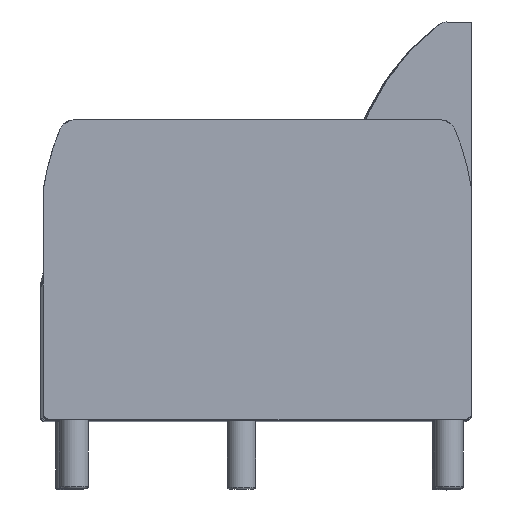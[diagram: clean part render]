
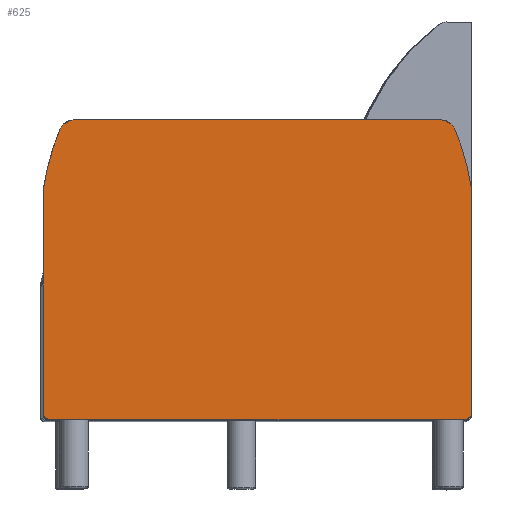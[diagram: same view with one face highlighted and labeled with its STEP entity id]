
A CAD part, top view. The second image highlights one B-rep face of the part: STEP entity #625.
In plain terms, the highlighted planar face has unit normal (0.003, 0, 1).
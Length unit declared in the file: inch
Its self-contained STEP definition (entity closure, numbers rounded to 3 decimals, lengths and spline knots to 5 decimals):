
#12=B_SPLINE_CURVE_WITH_KNOTS('',3,(#1114,#1115,#1116,#1117,#1118,#1119,
#1120,#1121,#1122,#1123,#1124,#1125,#1126,#1127,#1128,#1129,#1130,#1131,
#1132,#1133,#1134,#1135),.UNSPECIFIED.,.F.,.F.,(4,2,2,2,2,2,2,2,2,2,4),
(-4.79444,-4.48666,-4.06789,-3.64912,
-3.23035,-3.1271,-3.02386,-2.98982,
-2.97281,-2.9643,-2.95579),.UNSPECIFIED.);
#14=B_SPLINE_CURVE_WITH_KNOTS('',3,(#1228,#1229,#1230,#1231,#1232,#1233,
#1234,#1235,#1236,#1237,#1238,#1239,#1240,#1241,#1242,#1243,#1244,#1245,
#1246,#1247,#1248,#1249),.UNSPECIFIED.,.F.,.F.,(4,2,2,2,2,2,2,2,2,2,4),
(-4.79444,-4.78593,-4.77742,-4.7604,
-4.72637,-4.62312,-4.51988,-4.10111,-3.68234,
-3.26356,-2.95579),.UNSPECIFIED.);
#90=PLANE('',#699);
#123=FACE_OUTER_BOUND('',#165,.T.);
#165=EDGE_LOOP('',(#548,#549,#550,#551,#552,#553,#554,#555,#556,#557,#558,
#559));
#202=LINE('',#1253,#244);
#206=LINE('',#1266,#248);
#207=LINE('',#1270,#249);
#208=LINE('',#1273,#250);
#244=VECTOR('',#870,25.84997);
#248=VECTOR('',#882,15.688);
#249=VECTOR('',#885,29.);
#250=VECTOR('',#888,15.688);
#277=CIRCLE('',#685,1.);
#279=CIRCLE('',#688,17.08068);
#281=CIRCLE('',#691,17.08068);
#283=CIRCLE('',#694,1.);
#286=CIRCLE('',#700,0.5);
#287=CIRCLE('',#701,0.5);
#321=VERTEX_POINT('',#1025);
#322=VERTEX_POINT('',#1027);
#324=VERTEX_POINT('',#1033);
#326=VERTEX_POINT('',#1112);
#329=VERTEX_POINT('',#1140);
#330=VERTEX_POINT('',#1142);
#332=VERTEX_POINT('',#1148);
#334=VERTEX_POINT('',#1227);
#339=VERTEX_POINT('',#1265);
#340=VERTEX_POINT('',#1267);
#341=VERTEX_POINT('',#1269);
#342=VERTEX_POINT('',#1271);
#388=EDGE_CURVE('',#322,#321,#277,.T.);
#391=EDGE_CURVE('',#324,#322,#279,.T.);
#395=EDGE_CURVE('',#321,#326,#12,.T.);
#398=EDGE_CURVE('',#330,#329,#281,.T.);
#401=EDGE_CURVE('',#332,#330,#283,.T.);
#404=EDGE_CURVE('',#334,#332,#14,.T.);
#407=EDGE_CURVE('',#326,#334,#202,.T.);
#413=EDGE_CURVE('',#329,#339,#206,.T.);
#414=EDGE_CURVE('',#340,#339,#286,.T.);
#415=EDGE_CURVE('',#340,#341,#207,.T.);
#416=EDGE_CURVE('',#342,#341,#287,.T.);
#417=EDGE_CURVE('',#342,#324,#208,.T.);
#548=ORIENTED_EDGE('',*,*,#391,.T.);
#549=ORIENTED_EDGE('',*,*,#388,.T.);
#550=ORIENTED_EDGE('',*,*,#395,.T.);
#551=ORIENTED_EDGE('',*,*,#407,.T.);
#552=ORIENTED_EDGE('',*,*,#404,.T.);
#553=ORIENTED_EDGE('',*,*,#401,.T.);
#554=ORIENTED_EDGE('',*,*,#398,.T.);
#555=ORIENTED_EDGE('',*,*,#413,.T.);
#556=ORIENTED_EDGE('',*,*,#414,.F.);
#557=ORIENTED_EDGE('',*,*,#415,.T.);
#558=ORIENTED_EDGE('',*,*,#416,.F.);
#559=ORIENTED_EDGE('',*,*,#417,.T.);
#625=ADVANCED_FACE('',(#123),#90,.T.);
#685=AXIS2_PLACEMENT_3D('',#1028,#840,#841);
#688=AXIS2_PLACEMENT_3D('',#1034,#847,#848);
#691=AXIS2_PLACEMENT_3D('',#1143,#856,#857);
#694=AXIS2_PLACEMENT_3D('',#1149,#863,#864);
#699=AXIS2_PLACEMENT_3D('',#1264,#880,#881);
#700=AXIS2_PLACEMENT_3D('',#1268,#883,#884);
#701=AXIS2_PLACEMENT_3D('',#1272,#886,#887);
#840=DIRECTION('center_axis',(0.,0.,1.));
#841=DIRECTION('ref_axis',(-0.92,-0.392,0.));
#847=DIRECTION('center_axis',(0.,0.,1.));
#848=DIRECTION('ref_axis',(-0.989,-0.146,0.));
#856=DIRECTION('center_axis',(0.,0.,1.));
#857=DIRECTION('ref_axis',(0.92,-0.392,0.));
#863=DIRECTION('center_axis',(0.,0.,1.));
#864=DIRECTION('ref_axis',(0.662,-0.75,0.));
#870=DIRECTION('',(-1.,0.,0.));
#880=DIRECTION('center_axis',(0.,0.,1.));
#881=DIRECTION('ref_axis',(1.,0.,0.));
#882=DIRECTION('',(0.,-1.,0.));
#883=DIRECTION('center_axis',(0.,0.,-1.));
#884=DIRECTION('ref_axis',(-0.707,-0.707,0.));
#885=DIRECTION('',(1.,0.,0.));
#886=DIRECTION('center_axis',(0.,0.,-1.));
#887=DIRECTION('ref_axis',(0.707,-0.707,0.));
#888=DIRECTION('',(0.,1.,0.));
#1025=CARTESIAN_POINT('',(16.89303,10.97274,4.));
#1027=CARTESIAN_POINT('',(17.15127,10.61478,4.));
#1028=CARTESIAN_POINT('Origin',(16.23116,10.22312,4.));
#1033=CARTESIAN_POINT('',(18.33397,6.41074,4.));
#1034=CARTESIAN_POINT('Origin',(1.43513,3.92505,4.));
#1112=CARTESIAN_POINT('',(16.25896,11.22274,4.));
#1114=CARTESIAN_POINT('Ctrl Pts',(16.89303,10.97274,4.));
#1115=CARTESIAN_POINT('Ctrl Pts',(16.86277,10.99945,4.));
#1116=CARTESIAN_POINT('Ctrl Pts',(16.83079,11.02442,4.));
#1117=CARTESIAN_POINT('Ctrl Pts',(16.75194,11.07859,4.));
#1118=CARTESIAN_POINT('Ctrl Pts',(16.70387,11.10603,4.));
#1119=CARTESIAN_POINT('Ctrl Pts',(16.60478,11.15231,4.));
#1120=CARTESIAN_POINT('Ctrl Pts',(16.55379,11.17112,4.));
#1121=CARTESIAN_POINT('Ctrl Pts',(16.45201,11.19986,4.));
#1122=CARTESIAN_POINT('Ctrl Pts',(16.40119,11.20978,4.));
#1123=CARTESIAN_POINT('Ctrl Pts',(16.34042,11.21721,4.));
#1124=CARTESIAN_POINT('Ctrl Pts',(16.3272,11.21859,4.));
#1125=CARTESIAN_POINT('Ctrl Pts',(16.30094,11.22077,4.));
#1126=CARTESIAN_POINT('Ctrl Pts',(16.28783,11.22158,4.));
#1127=CARTESIAN_POINT('Ctrl Pts',(16.27262,11.22227,4.));
#1128=CARTESIAN_POINT('Ctrl Pts',(16.26862,11.22243,4.));
#1129=CARTESIAN_POINT('Ctrl Pts',(16.26364,11.2226,4.));
#1130=CARTESIAN_POINT('Ctrl Pts',(16.26217,11.22264,4.));
#1131=CARTESIAN_POINT('Ctrl Pts',(16.26044,11.22269,4.));
#1132=CARTESIAN_POINT('Ctrl Pts',(16.25995,11.22271,4.));
#1133=CARTESIAN_POINT('Ctrl Pts',(16.25921,11.22273,4.));
#1134=CARTESIAN_POINT('Ctrl Pts',(16.25896,11.22274,4.));
#1135=CARTESIAN_POINT('Ctrl Pts',(16.25896,11.22274,4.));
#1140=CARTESIAN_POINT('',(-11.66603,6.41074,4.));
#1142=CARTESIAN_POINT('',(-10.48332,10.61478,4.));
#1143=CARTESIAN_POINT('Origin',(5.23281,3.92505,4.));
#1148=CARTESIAN_POINT('',(-10.22509,10.97274,4.));
#1149=CARTESIAN_POINT('Origin',(-9.56321,10.22312,4.));
#1227=CARTESIAN_POINT('',(-9.59101,11.22274,4.));
#1228=CARTESIAN_POINT('Ctrl Pts',(-9.59101,11.22274,4.));
#1229=CARTESIAN_POINT('Ctrl Pts',(-9.59101,11.22274,4.));
#1230=CARTESIAN_POINT('Ctrl Pts',(-9.59127,11.22273,4.));
#1231=CARTESIAN_POINT('Ctrl Pts',(-9.59201,11.22271,4.));
#1232=CARTESIAN_POINT('Ctrl Pts',(-9.5925,11.22269,4.));
#1233=CARTESIAN_POINT('Ctrl Pts',(-9.59423,11.22264,4.));
#1234=CARTESIAN_POINT('Ctrl Pts',(-9.59569,11.2226,4.));
#1235=CARTESIAN_POINT('Ctrl Pts',(-9.60068,11.22243,4.));
#1236=CARTESIAN_POINT('Ctrl Pts',(-9.60467,11.22227,4.));
#1237=CARTESIAN_POINT('Ctrl Pts',(-9.61988,11.22158,4.));
#1238=CARTESIAN_POINT('Ctrl Pts',(-9.633,11.22077,4.));
#1239=CARTESIAN_POINT('Ctrl Pts',(-9.65926,11.21859,4.));
#1240=CARTESIAN_POINT('Ctrl Pts',(-9.67247,11.21721,4.));
#1241=CARTESIAN_POINT('Ctrl Pts',(-9.73325,11.20978,4.));
#1242=CARTESIAN_POINT('Ctrl Pts',(-9.78407,11.19986,4.));
#1243=CARTESIAN_POINT('Ctrl Pts',(-9.88585,11.17112,4.));
#1244=CARTESIAN_POINT('Ctrl Pts',(-9.93684,11.15231,4.));
#1245=CARTESIAN_POINT('Ctrl Pts',(-10.03593,11.10603,4.));
#1246=CARTESIAN_POINT('Ctrl Pts',(-10.084,11.07859,4.));
#1247=CARTESIAN_POINT('Ctrl Pts',(-10.16285,11.02442,4.));
#1248=CARTESIAN_POINT('Ctrl Pts',(-10.19483,10.99945,4.));
#1249=CARTESIAN_POINT('Ctrl Pts',(-10.22509,10.97274,4.));
#1253=CARTESIAN_POINT('',(18.33397,11.22274,4.));
#1264=CARTESIAN_POINT('Origin',(3.33397,0.72274,4.));
#1265=CARTESIAN_POINT('',(-11.66603,-9.27726,4.));
#1266=CARTESIAN_POINT('',(-11.66603,11.22274,4.));
#1267=CARTESIAN_POINT('',(-11.16603,-9.77726,4.));
#1268=CARTESIAN_POINT('Origin',(-11.16603,-9.27726,4.));
#1269=CARTESIAN_POINT('',(17.83397,-9.77726,4.));
#1270=CARTESIAN_POINT('',(-11.66603,-9.77726,4.));
#1271=CARTESIAN_POINT('',(18.33397,-9.27726,4.));
#1272=CARTESIAN_POINT('Origin',(17.83397,-9.27726,4.));
#1273=CARTESIAN_POINT('',(18.33397,-9.77726,4.));
